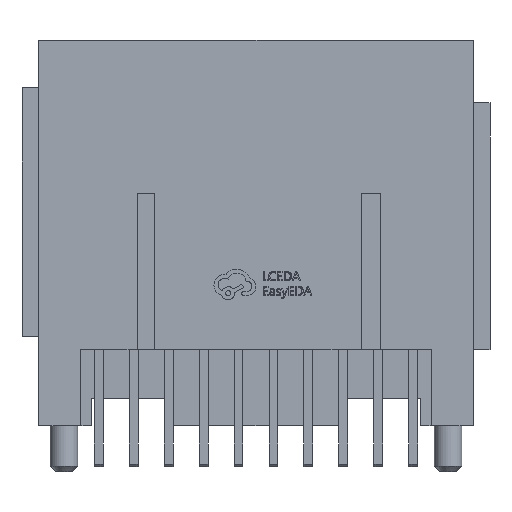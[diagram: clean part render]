
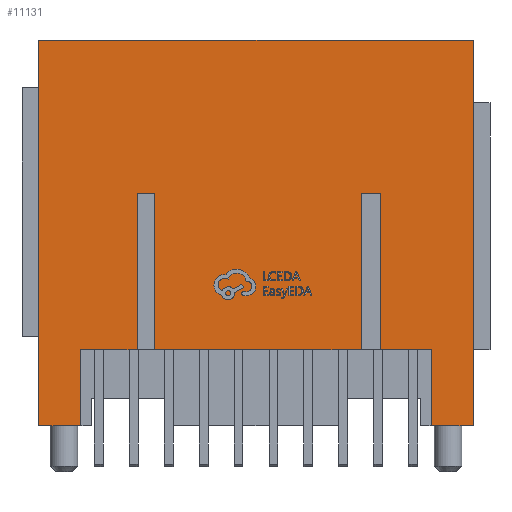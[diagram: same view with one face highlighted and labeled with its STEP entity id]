
A CAD part, front view. The second image highlights one B-rep face of the part: STEP entity #11131.
In plain terms, the highlighted planar face has unit normal (0, -1, 0).
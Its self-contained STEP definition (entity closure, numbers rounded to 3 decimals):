
#159 = VERTEX_POINT ( 'NONE', #12980 ) ;
#187 = VECTOR ( 'NONE', #22352, 1000. ) ;
#250 = VERTEX_POINT ( 'NONE', #32004 ) ;
#296 = VECTOR ( 'NONE', #16927, 1000. ) ;
#403 = DIRECTION ( 'NONE',  ( 1., 0., 0. ) ) ;
#811 = CARTESIAN_POINT ( 'NONE',  ( 15.785, -10.275, 22.5 ) ) ;
#840 = CARTESIAN_POINT ( 'NONE',  ( 12.785, -10.275, 0. ) ) ;
#881 = VERTEX_POINT ( 'NONE', #811 ) ;
#914 = CARTESIAN_POINT ( 'NONE',  ( 0., -10.275, 0. ) ) ;
#922 = CARTESIAN_POINT ( 'NONE',  ( 12.785, -10.275, 0. ) ) ;
#1114 = DIRECTION ( 'NONE',  ( 0., 0., 1. ) ) ;
#1694 = EDGE_CURVE ( 'NONE', #29713, #3014, #21868, .T. ) ;
#1851 = VERTEX_POINT ( 'NONE', #16261 ) ;
#1981 = EDGE_CURVE ( 'NONE', #1851, #4357, #23229, .T. ) ;
#2062 = DIRECTION ( 'NONE',  ( 0., 0., -1. ) ) ;
#2515 = EDGE_CURVE ( 'NONE', #250, #881, #7260, .T. ) ;
#3014 = VERTEX_POINT ( 'NONE', #15984 ) ;
#3110 = CARTESIAN_POINT ( 'NONE',  ( -7.39, -10.275, 11.35 ) ) ;
#3151 = LINE ( 'NONE', #13137, #3987 ) ;
#3407 = LINE ( 'NONE', #5698, #19061 ) ;
#3568 = VECTOR ( 'NONE', #31469, 1000. ) ;
#3987 = VECTOR ( 'NONE', #25310, 1000. ) ;
#4067 = ORIENTED_EDGE ( 'NONE', *, *, #28433, .F. ) ;
#4149 = ORIENTED_EDGE ( 'NONE', *, *, #17221, .F. ) ;
#4357 = VERTEX_POINT ( 'NONE', #5416 ) ;
#4398 = ORIENTED_EDGE ( 'NONE', *, *, #14337, .T. ) ;
#4765 = LINE ( 'NONE', #17408, #24629 ) ;
#4781 = EDGE_CURVE ( 'NONE', #159, #4357, #6342, .T. ) ;
#5370 = ORIENTED_EDGE ( 'NONE', *, *, #4781, .F. ) ;
#5416 = CARTESIAN_POINT ( 'NONE',  ( 9.068, -10.275, 11.35 ) ) ;
#5698 = CARTESIAN_POINT ( 'NONE',  ( 15.785, -10.275, 0. ) ) ;
#5828 = LINE ( 'NONE', #26381, #3568 ) ;
#5886 = DIRECTION ( 'NONE',  ( 1., 0., 0. ) ) ;
#5998 = CARTESIAN_POINT ( 'NONE',  ( 12.785, -10.275, 0. ) ) ;
#6148 = CARTESIAN_POINT ( 'NONE',  ( -12.785, -10.275, 0. ) ) ;
#6224 = PLANE ( 'NONE',  #13030 ) ;
#6342 = LINE ( 'NONE', #11468, #27243 ) ;
#6369 = FACE_OUTER_BOUND ( 'NONE', #31016, .T. ) ;
#6512 = VECTOR ( 'NONE', #11573, 1000. ) ;
#7260 = LINE ( 'NONE', #12059, #187 ) ;
#7271 = ORIENTED_EDGE ( 'NONE', *, *, #22595, .T. ) ;
#7411 = EDGE_CURVE ( 'NONE', #21886, #32179, #25894, .T. ) ;
#7649 = CARTESIAN_POINT ( 'NONE',  ( -7.39, -10.275, 0. ) ) ;
#8300 = CARTESIAN_POINT ( 'NONE',  ( -7.39, -10.275, -8.88 ) ) ;
#8452 = DIRECTION ( 'NONE',  ( 0., 0., -1. ) ) ;
#8475 = ORIENTED_EDGE ( 'NONE', *, *, #18996, .T. ) ;
#9435 = ORIENTED_EDGE ( 'NONE', *, *, #15785, .T. ) ;
#9940 = VERTEX_POINT ( 'NONE', #14453 ) ;
#11026 = CARTESIAN_POINT ( 'NONE',  ( 12.785, -10.275, -5.55 ) ) ;
#11131 = ADVANCED_FACE ( 'NONE', ( #6369 ), #6224, .T. ) ;
#11468 = CARTESIAN_POINT ( 'NONE',  ( 9.068, -10.275, -8.88 ) ) ;
#11573 = DIRECTION ( 'NONE',  ( -1., 0., 0. ) ) ;
#11697 = ORIENTED_EDGE ( 'NONE', *, *, #13340, .F. ) ;
#12059 = CARTESIAN_POINT ( 'NONE',  ( -15.785, -10.275, 22.5 ) ) ;
#12153 = CARTESIAN_POINT ( 'NONE',  ( 7.643, -10.275, -8.88 ) ) ;
#12618 = LINE ( 'NONE', #12153, #15578 ) ;
#12646 = DIRECTION ( 'NONE',  ( 0., 0., -1. ) ) ;
#12980 = CARTESIAN_POINT ( 'NONE',  ( 9.068, -10.275, 0. ) ) ;
#13030 = AXIS2_PLACEMENT_3D ( 'NONE', #840, #28424, #5886 ) ;
#13046 = LINE ( 'NONE', #914, #31170 ) ;
#13087 = DIRECTION ( 'NONE',  ( 0., 0., -1. ) ) ;
#13137 = CARTESIAN_POINT ( 'NONE',  ( -8.641, -10.275, -8.88 ) ) ;
#13340 = EDGE_CURVE ( 'NONE', #14059, #159, #13046, .T. ) ;
#13397 = EDGE_CURVE ( 'NONE', #20595, #9940, #24038, .T. ) ;
#13615 = VERTEX_POINT ( 'NONE', #21797 ) ;
#13691 = ORIENTED_EDGE ( 'NONE', *, *, #23085, .T. ) ;
#14059 = VERTEX_POINT ( 'NONE', #922 ) ;
#14131 = VERTEX_POINT ( 'NONE', #15682 ) ;
#14337 = EDGE_CURVE ( 'NONE', #14059, #29713, #23581, .T. ) ;
#14453 = CARTESIAN_POINT ( 'NONE',  ( -15.785, -10.275, -5.55 ) ) ;
#15578 = VECTOR ( 'NONE', #24467, 1000. ) ;
#15682 = CARTESIAN_POINT ( 'NONE',  ( -12.785, -10.275, 0. ) ) ;
#15785 = EDGE_CURVE ( 'NONE', #250, #9940, #4765, .T. ) ;
#15980 = DIRECTION ( 'NONE',  ( -1., 0., 0. ) ) ;
#15984 = CARTESIAN_POINT ( 'NONE',  ( 15.785, -10.275, -5.55 ) ) ;
#16261 = CARTESIAN_POINT ( 'NONE',  ( 7.643, -10.275, 11.35 ) ) ;
#16927 = DIRECTION ( 'NONE',  ( 1., 0., 0. ) ) ;
#17221 = EDGE_CURVE ( 'NONE', #881, #3014, #3407, .T. ) ;
#17408 = CARTESIAN_POINT ( 'NONE',  ( -15.785, -10.275, 0. ) ) ;
#17798 = EDGE_CURVE ( 'NONE', #14131, #20595, #28682, .T. ) ;
#18080 = CARTESIAN_POINT ( 'NONE',  ( -15.785, -10.275, 11.35 ) ) ;
#18169 = DIRECTION ( 'NONE',  ( 1., 0., 0. ) ) ;
#18691 = ORIENTED_EDGE ( 'NONE', *, *, #13397, .F. ) ;
#18996 = EDGE_CURVE ( 'NONE', #13615, #32179, #23160, .T. ) ;
#19061 = VECTOR ( 'NONE', #13087, 1000. ) ;
#19089 = LINE ( 'NONE', #19430, #26037 ) ;
#19281 = CARTESIAN_POINT ( 'NONE',  ( -12.785, -10.275, -5.55 ) ) ;
#19430 = CARTESIAN_POINT ( 'NONE',  ( 0., -10.275, 0. ) ) ;
#19614 = VERTEX_POINT ( 'NONE', #25090 ) ;
#20030 = CARTESIAN_POINT ( 'NONE',  ( -15.785, -10.275, 11.35 ) ) ;
#20595 = VERTEX_POINT ( 'NONE', #28772 ) ;
#21797 = CARTESIAN_POINT ( 'NONE',  ( -8.641, -10.275, 11.35 ) ) ;
#21868 = LINE ( 'NONE', #31925, #296 ) ;
#21886 = VERTEX_POINT ( 'NONE', #7649 ) ;
#22352 = DIRECTION ( 'NONE',  ( 1., 0., 0. ) ) ;
#22513 = EDGE_CURVE ( 'NONE', #19614, #21886, #19089, .T. ) ;
#22595 = EDGE_CURVE ( 'NONE', #24742, #13615, #3151, .T. ) ;
#23085 = EDGE_CURVE ( 'NONE', #19614, #1851, #12618, .T. ) ;
#23160 = LINE ( 'NONE', #18080, #31719 ) ;
#23229 = LINE ( 'NONE', #20030, #30688 ) ;
#23274 = VECTOR ( 'NONE', #2062, 1000. ) ;
#23581 = LINE ( 'NONE', #5998, #32245 ) ;
#23647 = ORIENTED_EDGE ( 'NONE', *, *, #1981, .T. ) ;
#24038 = LINE ( 'NONE', #19281, #6512 ) ;
#24467 = DIRECTION ( 'NONE',  ( 0., 0., 1. ) ) ;
#24629 = VECTOR ( 'NONE', #12646, 1000. ) ;
#24742 = VERTEX_POINT ( 'NONE', #29762 ) ;
#25090 = CARTESIAN_POINT ( 'NONE',  ( 7.643, -10.275, 0. ) ) ;
#25310 = DIRECTION ( 'NONE',  ( 0., 0., 1. ) ) ;
#25894 = LINE ( 'NONE', #8300, #30838 ) ;
#26037 = VECTOR ( 'NONE', #26336, 1000. ) ;
#26336 = DIRECTION ( 'NONE',  ( -1., 0., 0. ) ) ;
#26381 = CARTESIAN_POINT ( 'NONE',  ( 0., -10.275, 0. ) ) ;
#27243 = VECTOR ( 'NONE', #31642, 1000. ) ;
#27323 = ORIENTED_EDGE ( 'NONE', *, *, #2515, .F. ) ;
#28424 = DIRECTION ( 'NONE',  ( 0., -1., 0. ) ) ;
#28433 = EDGE_CURVE ( 'NONE', #24742, #14131, #5828, .T. ) ;
#28682 = LINE ( 'NONE', #6148, #23274 ) ;
#28772 = CARTESIAN_POINT ( 'NONE',  ( -12.785, -10.275, -5.55 ) ) ;
#29713 = VERTEX_POINT ( 'NONE', #11026 ) ;
#29762 = CARTESIAN_POINT ( 'NONE',  ( -8.641, -10.275, 0. ) ) ;
#29956 = ORIENTED_EDGE ( 'NONE', *, *, #17798, .F. ) ;
#30292 = ORIENTED_EDGE ( 'NONE', *, *, #7411, .F. ) ;
#30688 = VECTOR ( 'NONE', #18169, 1000. ) ;
#30838 = VECTOR ( 'NONE', #1114, 1000. ) ;
#30963 = ORIENTED_EDGE ( 'NONE', *, *, #1694, .T. ) ;
#31016 = EDGE_LOOP ( 'NONE', ( #4149, #27323, #9435, #18691, #29956, #4067, #7271, #8475, #30292, #32337, #13691, #23647, #5370, #11697, #4398, #30963 ) ) ;
#31170 = VECTOR ( 'NONE', #15980, 1000. ) ;
#31469 = DIRECTION ( 'NONE',  ( -1., 0., 0. ) ) ;
#31642 = DIRECTION ( 'NONE',  ( 0., 0., 1. ) ) ;
#31719 = VECTOR ( 'NONE', #403, 1000. ) ;
#31925 = CARTESIAN_POINT ( 'NONE',  ( 12.785, -10.275, -5.55 ) ) ;
#32004 = CARTESIAN_POINT ( 'NONE',  ( -15.785, -10.275, 22.5 ) ) ;
#32179 = VERTEX_POINT ( 'NONE', #3110 ) ;
#32245 = VECTOR ( 'NONE', #8452, 1000. ) ;
#32337 = ORIENTED_EDGE ( 'NONE', *, *, #22513, .F. ) ;
